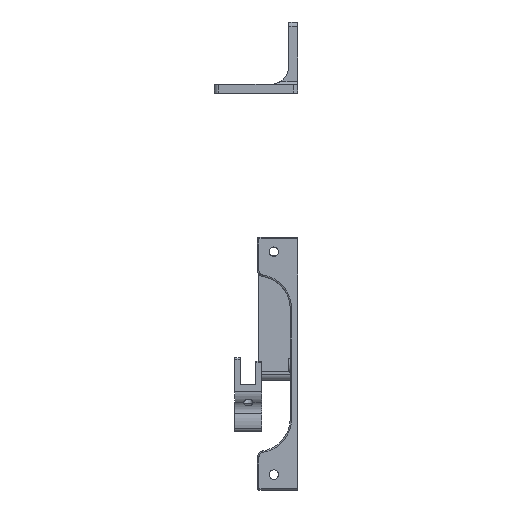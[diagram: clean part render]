
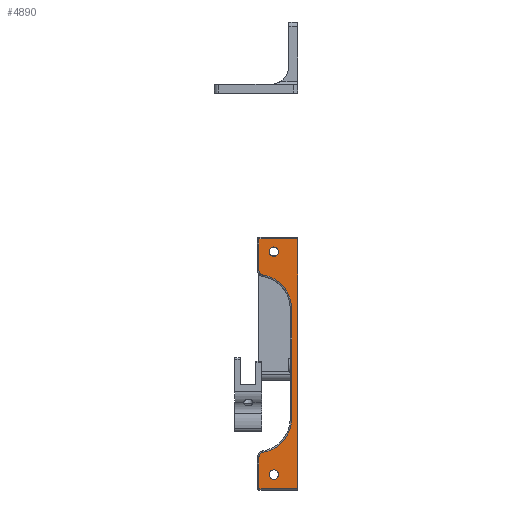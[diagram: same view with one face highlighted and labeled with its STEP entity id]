
A CAD part, left-side view. The second image highlights one B-rep face of the part: STEP entity #4890.
In plain terms, the highlighted planar face has unit normal (-1, 0, 0).
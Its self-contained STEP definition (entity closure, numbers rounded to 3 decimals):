
#267=FACE_BOUND('',#922,.T.);
#268=FACE_BOUND('',#923,.T.);
#331=CIRCLE('',#5180,1.6);
#333=CIRCLE('',#5190,1.6);
#340=CIRCLE('',#5200,1.5);
#343=CIRCLE('',#5204,11.5);
#347=CIRCLE('',#5210,11.5);
#350=CIRCLE('',#5214,1.5);
#629=FACE_OUTER_BOUND('',#921,.T.);
#921=EDGE_LOOP('',(#3376,#3377,#3378,#3379,#3380,#3381,#3382,#3383,#3384,
#3385));
#922=EDGE_LOOP('',(#3386));
#923=EDGE_LOOP('',(#3387));
#1287=LINE('',#7354,#1690);
#1290=LINE('',#7375,#1693);
#1292=LINE('',#7392,#1695);
#1295=LINE('',#7407,#1698);
#1296=LINE('',#7409,#1699);
#1297=LINE('',#7410,#1700);
#1690=VECTOR('',#5822,10.);
#1693=VECTOR('',#5847,10.);
#1695=VECTOR('',#5869,10.);
#1698=VECTOR('',#5888,10.);
#1699=VECTOR('',#5889,10.);
#1700=VECTOR('',#5890,10.);
#2066=VERTEX_POINT('',#7294);
#2080=VERTEX_POINT('',#7337);
#2086=VERTEX_POINT('',#7351);
#2087=VERTEX_POINT('',#7353);
#2089=VERTEX_POINT('',#7359);
#2091=VERTEX_POINT('',#7365);
#2093=VERTEX_POINT('',#7371);
#2095=VERTEX_POINT('',#7377);
#2097=VERTEX_POINT('',#7383);
#2099=VERTEX_POINT('',#7389);
#2103=VERTEX_POINT('',#7406);
#2104=VERTEX_POINT('',#7408);
#2542=EDGE_CURVE('',#2066,#2066,#331,.T.);
#2563=EDGE_CURVE('',#2080,#2080,#333,.T.);
#2569=EDGE_CURVE('',#2086,#2087,#1287,.T.);
#2574=EDGE_CURVE('',#2087,#2089,#340,.T.);
#2577=EDGE_CURVE('',#2089,#2091,#343,.T.);
#2580=EDGE_CURVE('',#2091,#2093,#1290,.T.);
#2583=EDGE_CURVE('',#2093,#2095,#347,.T.);
#2586=EDGE_CURVE('',#2095,#2097,#350,.T.);
#2589=EDGE_CURVE('',#2097,#2099,#1292,.T.);
#2596=EDGE_CURVE('',#2103,#2086,#1295,.T.);
#2597=EDGE_CURVE('',#2103,#2104,#1296,.T.);
#2598=EDGE_CURVE('',#2099,#2104,#1297,.T.);
#3376=ORIENTED_EDGE('',*,*,#2589,.F.);
#3377=ORIENTED_EDGE('',*,*,#2586,.F.);
#3378=ORIENTED_EDGE('',*,*,#2583,.F.);
#3379=ORIENTED_EDGE('',*,*,#2580,.F.);
#3380=ORIENTED_EDGE('',*,*,#2577,.F.);
#3381=ORIENTED_EDGE('',*,*,#2574,.F.);
#3382=ORIENTED_EDGE('',*,*,#2569,.F.);
#3383=ORIENTED_EDGE('',*,*,#2596,.F.);
#3384=ORIENTED_EDGE('',*,*,#2597,.T.);
#3385=ORIENTED_EDGE('',*,*,#2598,.F.);
#3386=ORIENTED_EDGE('',*,*,#2542,.T.);
#3387=ORIENTED_EDGE('',*,*,#2563,.T.);
#4762=PLANE('',#5224);
#4890=ADVANCED_FACE('',(#629,#267,#268),#4762,.T.);
#5180=AXIS2_PLACEMENT_3D('',#7296,#5769,#5770);
#5190=AXIS2_PLACEMENT_3D('',#7339,#5808,#5809);
#5200=AXIS2_PLACEMENT_3D('',#7363,#5832,#5833);
#5204=AXIS2_PLACEMENT_3D('',#7369,#5840,#5841);
#5210=AXIS2_PLACEMENT_3D('',#7381,#5854,#5855);
#5214=AXIS2_PLACEMENT_3D('',#7387,#5862,#5863);
#5224=AXIS2_PLACEMENT_3D('',#7405,#5886,#5887);
#5769=DIRECTION('center_axis',(1.,0.,0.));
#5770=DIRECTION('ref_axis',(0.,0.,-1.));
#5808=DIRECTION('center_axis',(1.,0.,0.));
#5809=DIRECTION('ref_axis',(0.,0.,-1.));
#5822=DIRECTION('',(0.,0.,1.));
#5832=DIRECTION('center_axis',(1.,0.,0.));
#5833=DIRECTION('ref_axis',(0.,0.76,0.65));
#5840=DIRECTION('center_axis',(-1.,0.,0.));
#5841=DIRECTION('ref_axis',(0.,-0.76,-0.65));
#5847=DIRECTION('',(0.,0.,1.));
#5854=DIRECTION('center_axis',(-1.,0.,0.));
#5855=DIRECTION('ref_axis',(0.,-0.76,0.65));
#5862=DIRECTION('center_axis',(1.,0.,0.));
#5863=DIRECTION('ref_axis',(0.,0.76,-0.65));
#5869=DIRECTION('',(0.,0.,1.));
#5886=DIRECTION('center_axis',(-1.,0.,0.));
#5887=DIRECTION('ref_axis',(0.,0.,1.));
#5888=DIRECTION('',(0.,1.,0.));
#5889=DIRECTION('',(0.,0.,1.));
#5890=DIRECTION('',(0.,-1.,0.));
#7294=CARTESIAN_POINT('',(0.,8.,-71.2));
#7296=CARTESIAN_POINT('Origin',(0.,8.,-72.8));
#7337=CARTESIAN_POINT('',(0.,8.,3.8));
#7339=CARTESIAN_POINT('Origin',(0.,8.,2.2));
#7351=CARTESIAN_POINT('',(0.,13.,-77.5));
#7353=CARTESIAN_POINT('',(0.,13.,-66.845));
#7354=CARTESIAN_POINT('',(0.,13.,-74.75));
#7359=CARTESIAN_POINT('',(0.,11.731,-65.363));
#7363=CARTESIAN_POINT('Origin',(0.,11.5,-66.845));
#7365=CARTESIAN_POINT('',(0.,2.,-54.));
#7369=CARTESIAN_POINT('Origin',(0.,13.5,-54.));
#7371=CARTESIAN_POINT('',(0.,2.,-17.));
#7375=CARTESIAN_POINT('',(0.,2.,-56.75));
#7377=CARTESIAN_POINT('',(0.,11.731,-5.637));
#7381=CARTESIAN_POINT('Origin',(0.,13.5,-17.));
#7383=CARTESIAN_POINT('',(0.,13.,-4.155));
#7387=CARTESIAN_POINT('Origin',(0.,11.5,-4.155));
#7389=CARTESIAN_POINT('',(0.,13.,6.5));
#7392=CARTESIAN_POINT('',(0.,13.,-56.75));
#7405=CARTESIAN_POINT('Origin',(0.,0.,-78.));
#7406=CARTESIAN_POINT('',(0.,0.,-77.5));
#7407=CARTESIAN_POINT('',(0.,0.,-77.5));
#7408=CARTESIAN_POINT('',(0.,0.,6.5));
#7409=CARTESIAN_POINT('',(0.,0.,-78.));
#7410=CARTESIAN_POINT('',(0.,0.,6.5));
